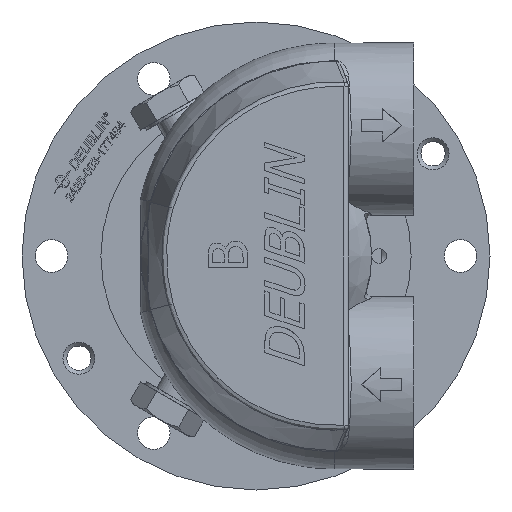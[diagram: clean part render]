
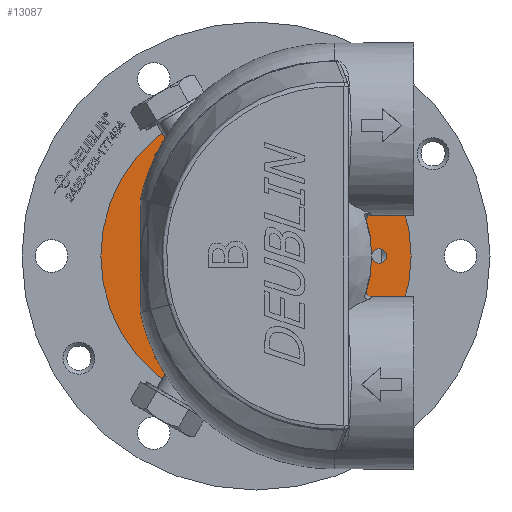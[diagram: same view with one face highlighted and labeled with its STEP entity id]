
A CAD part, left-side view. The second image highlights one B-rep face of the part: STEP entity #13087.
In plain terms, the highlighted planar face has unit normal (-1, 0, 0).
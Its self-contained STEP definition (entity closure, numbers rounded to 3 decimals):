
#872=FACE_BOUND('',#5340,.T.);
#873=FACE_BOUND('',#5341,.T.);
#3479=PLANE('',#13842);
#4544=FACE_OUTER_BOUND('',#5339,.T.);
#5339=EDGE_LOOP('',(#12245,#12246));
#5340=EDGE_LOOP('',(#12247,#12248));
#5341=EDGE_LOOP('',(#12249,#12250));
#5598=CIRCLE('',#13840,31.5);
#5599=CIRCLE('',#13841,31.5);
#5600=CIRCLE('',#13843,1.5);
#5601=CIRCLE('',#13844,1.5);
#5602=CIRCLE('',#13845,19.6);
#5603=CIRCLE('',#13846,19.6);
#6837=VERTEX_POINT('',#25370);
#6838=VERTEX_POINT('',#25372);
#6839=VERTEX_POINT('',#25376);
#6840=VERTEX_POINT('',#25377);
#6841=VERTEX_POINT('',#25380);
#6842=VERTEX_POINT('',#25381);
#8659=EDGE_CURVE('',#6837,#6838,#5598,.T.);
#8660=EDGE_CURVE('',#6838,#6837,#5599,.T.);
#8661=EDGE_CURVE('',#6839,#6840,#5600,.T.);
#8662=EDGE_CURVE('',#6840,#6839,#5601,.T.);
#8663=EDGE_CURVE('',#6841,#6842,#5602,.T.);
#8664=EDGE_CURVE('',#6842,#6841,#5603,.T.);
#12245=ORIENTED_EDGE('',*,*,#8660,.F.);
#12246=ORIENTED_EDGE('',*,*,#8659,.F.);
#12247=ORIENTED_EDGE('',*,*,#8661,.T.);
#12248=ORIENTED_EDGE('',*,*,#8662,.T.);
#12249=ORIENTED_EDGE('',*,*,#8663,.T.);
#12250=ORIENTED_EDGE('',*,*,#8664,.T.);
#13087=ADVANCED_FACE('',(#4544,#872,#873),#3479,.T.);
#13840=AXIS2_PLACEMENT_3D('',#25373,#16363,#16364);
#13841=AXIS2_PLACEMENT_3D('',#25374,#16365,#16366);
#13842=AXIS2_PLACEMENT_3D('',#25375,#16367,#16368);
#13843=AXIS2_PLACEMENT_3D('',#25378,#16369,#16370);
#13844=AXIS2_PLACEMENT_3D('',#25379,#16371,#16372);
#13845=AXIS2_PLACEMENT_3D('',#25382,#16373,#16374);
#13846=AXIS2_PLACEMENT_3D('',#25383,#16375,#16376);
#16363=DIRECTION('center_axis',(1.,0.,0.));
#16364=DIRECTION('ref_axis',(0.,1.,0.));
#16365=DIRECTION('center_axis',(1.,0.,0.));
#16366=DIRECTION('ref_axis',(0.,1.,0.));
#16367=DIRECTION('center_axis',(-1.,0.,0.));
#16368=DIRECTION('ref_axis',(0.,0.,1.));
#16369=DIRECTION('center_axis',(1.,0.,0.));
#16370=DIRECTION('ref_axis',(0.,0.,1.));
#16371=DIRECTION('center_axis',(1.,0.,0.));
#16372=DIRECTION('ref_axis',(0.,0.,1.));
#16373=DIRECTION('center_axis',(1.,0.,0.));
#16374=DIRECTION('ref_axis',(0.,1.,0.));
#16375=DIRECTION('center_axis',(1.,0.,0.));
#16376=DIRECTION('ref_axis',(0.,1.,0.));
#25370=CARTESIAN_POINT('',(0.,-31.5,0.));
#25372=CARTESIAN_POINT('',(0.,31.5,0.));
#25373=CARTESIAN_POINT('Origin',(0.,0.,0.));
#25374=CARTESIAN_POINT('Origin',(0.,0.,0.));
#25375=CARTESIAN_POINT('Origin',(0.,15.75,0.));
#25376=CARTESIAN_POINT('',(0.,-25.,1.5));
#25377=CARTESIAN_POINT('',(0.,-25.,-1.5));
#25378=CARTESIAN_POINT('Origin',(0.,-25.,0.));
#25379=CARTESIAN_POINT('Origin',(0.,-25.,0.));
#25380=CARTESIAN_POINT('',(0.,19.6,0.));
#25381=CARTESIAN_POINT('',(0.,-19.6,0.));
#25382=CARTESIAN_POINT('Origin',(0.,0.,0.));
#25383=CARTESIAN_POINT('Origin',(0.,0.,0.));
